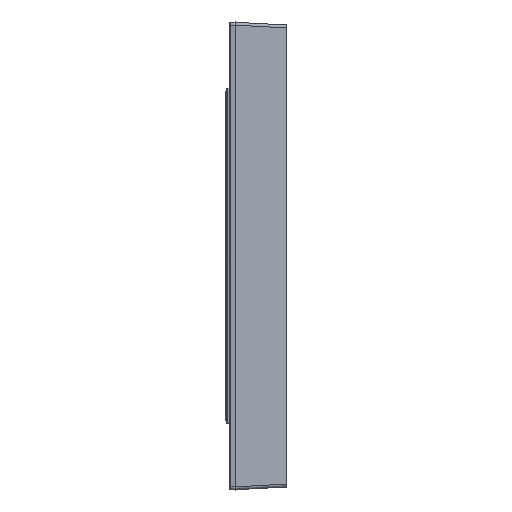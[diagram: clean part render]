
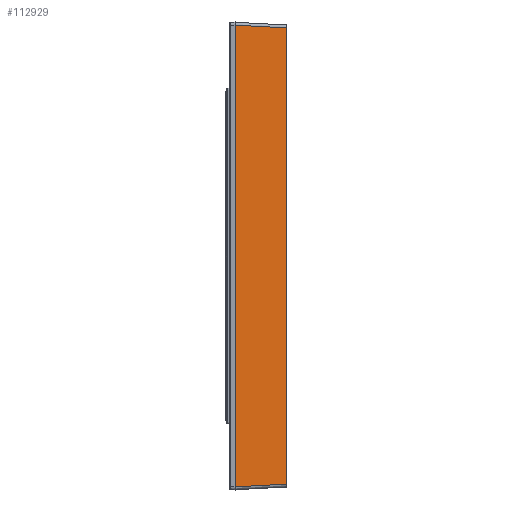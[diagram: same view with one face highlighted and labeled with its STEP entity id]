
A CAD part, left-side view. The second image highlights one B-rep face of the part: STEP entity #112929.
In plain terms, the highlighted planar face has unit normal (-0.999, -0.052, 0).
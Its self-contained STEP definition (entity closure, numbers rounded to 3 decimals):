
#34314=CARTESIAN_POINT('',(-40.228,0.,39.729));
#34379=DIRECTION('',(0.,0.,-1.));
#34380=VECTOR('',#34379,79.458);
#34381=CARTESIAN_POINT('',(-40.228,0.,39.729));
#34382=LINE('86851',#34381,#34380);
#34414=DIRECTION('',(0.052,-0.997,-0.052));
#34415=VECTOR('',#34414,9.025);
#34416=CARTESIAN_POINT('',(-40.7,9.,40.201));
#34417=LINE('86848',#34416,#34415);
#34421=DIRECTION('',(0.052,-0.997,0.052));
#34422=VECTOR('',#34421,9.025);
#34423=CARTESIAN_POINT('',(-40.7,9.,-40.201));
#34424=LINE('92001',#34423,#34422);
#34502=DIRECTION('',(0.,0.,1.));
#34503=VECTOR('',#34502,80.401);
#34504=CARTESIAN_POINT('',(-40.7,9.,-40.201));
#34505=LINE('86853',#34504,#34503);
#70603=VERTEX_POINT('',#34314);
#70604=CARTESIAN_POINT('',(-40.7,9.,40.201));
#70605=VERTEX_POINT('',#70604);
#70610=CARTESIAN_POINT('',(-40.228,0.,-39.729));
#70611=VERTEX_POINT('',#70610);
#70614=CARTESIAN_POINT('',(-40.7,9.,-40.201));
#70615=VERTEX_POINT('',#70614);
#112916=CARTESIAN_POINT('',(-40.7,9.,-40.7));
#112917=DIRECTION('',(0.999,0.052,0.));
#112918=DIRECTION('',(0.,0.,-1.));
#112919=AXIS2_PLACEMENT_3D('',#112916,#112917,#112918);
#112920=PLANE('61570',#112919);
#112921=ORIENTED_EDGE('86848',*,*,#112900,.T.);
#112922=ORIENTED_EDGE('86851',*,*,#112866,.T.);
#112924=ORIENTED_EDGE('92001',*,*,#112923,.F.);
#112926=ORIENTED_EDGE('86853',*,*,#112925,.T.);
#112927=EDGE_LOOP('61570',(#112921,#112922,#112924,#112926));
#112928=FACE_OUTER_BOUND('61570',#112927,.F.);
#112929=ADVANCED_FACE('61570',(#112928),#112920,.F.);
#112866=EDGE_CURVE('86851',#70603,#70611,#34382,.T.);
#112900=EDGE_CURVE('86848',#70605,#70603,#34417,.T.);
#112923=EDGE_CURVE('92001',#70615,#70611,#34424,.T.);
#112925=EDGE_CURVE('86853',#70615,#70605,#34505,.T.);
